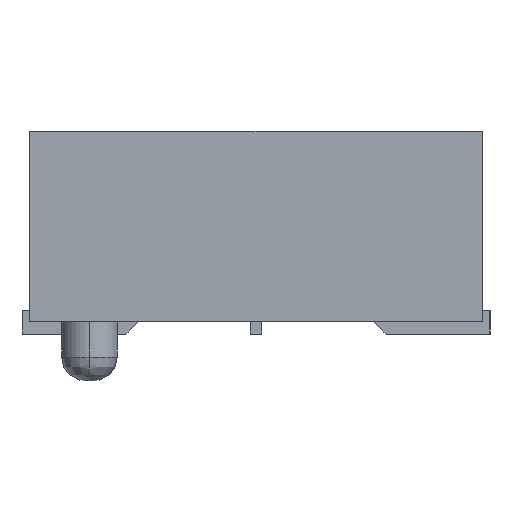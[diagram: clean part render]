
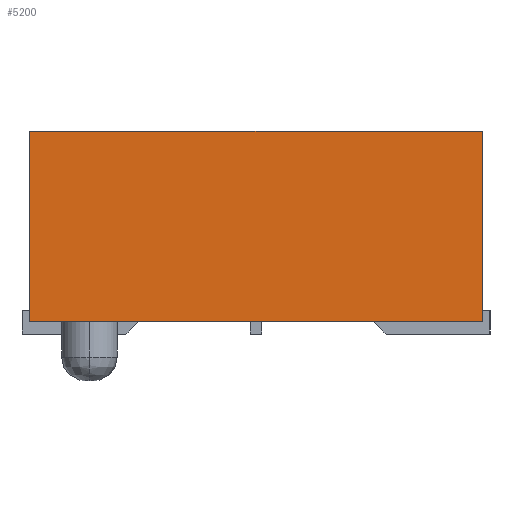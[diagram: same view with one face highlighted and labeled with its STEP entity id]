
A CAD part, left-side view. The second image highlights one B-rep face of the part: STEP entity #5200.
In plain terms, the highlighted planar face has unit normal (-1, 0, 0).
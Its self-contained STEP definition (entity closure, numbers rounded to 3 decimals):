
#5061=CARTESIAN_POINT('',(-40.64,-3.62,3.251));
#5062=VERTEX_POINT('',#5061);
#5069=CARTESIAN_POINT('',(-40.64,-3.62,0.203));
#5070=VERTEX_POINT('',#5069);
#5071=CARTESIAN_POINT('',(-40.64,-3.62,3.251));
#5072=DIRECTION('',(0.0,0.0,-1.0));
#5073=VECTOR('',#5072,3.048);
#5074=LINE('',#5071,#5073);
#5075=EDGE_CURVE('',#5062,#5070,#5074,.T.);
#5153=CARTESIAN_POINT('',(-40.64,3.619,0.203));
#5154=VERTEX_POINT('',#5153);
#5161=CARTESIAN_POINT('',(-40.64,3.619,3.251));
#5162=VERTEX_POINT('',#5161);
#5163=CARTESIAN_POINT('',(-40.64,3.619,3.251));
#5164=DIRECTION('',(0.0,0.0,-1.0));
#5165=VECTOR('',#5164,3.048);
#5166=LINE('',#5163,#5165);
#5167=EDGE_CURVE('',#5162,#5154,#5166,.T.);
#5179=CARTESIAN_POINT('',(-40.64,-3.981,0.051));
#5180=DIRECTION('',(1.0,0.0,0.0));
#5181=DIRECTION('',(0.0,1.0,0.0));
#5182=AXIS2_PLACEMENT_3D('',#5179,#5180,#5181);
#5183=PLANE('',#5182);
#5184=CARTESIAN_POINT('',(-40.64,3.619,0.203));
#5185=DIRECTION('',(0.0,-1.0,0.0));
#5186=VECTOR('',#5185,7.239);
#5187=LINE('',#5184,#5186);
#5188=EDGE_CURVE('',#5154,#5070,#5187,.T.);
#5189=ORIENTED_EDGE('',*,*,#5188,.T.);
#5190=ORIENTED_EDGE('',*,*,#5075,.F.);
#5191=CARTESIAN_POINT('',(-40.64,3.619,3.251));
#5192=DIRECTION('',(0.0,-1.0,0.0));
#5193=VECTOR('',#5192,7.239);
#5194=LINE('',#5191,#5193);
#5195=EDGE_CURVE('',#5162,#5062,#5194,.T.);
#5196=ORIENTED_EDGE('',*,*,#5195,.F.);
#5197=ORIENTED_EDGE('',*,*,#5167,.T.);
#5198=EDGE_LOOP('',(#5189,#5190,#5196,#5197));
#5199=FACE_OUTER_BOUND('',#5198,.T.);
#5200=ADVANCED_FACE('',(#5199),#5183,.F.);
